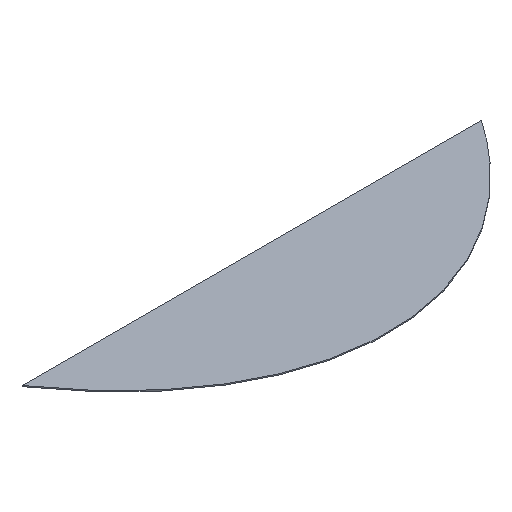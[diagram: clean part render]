
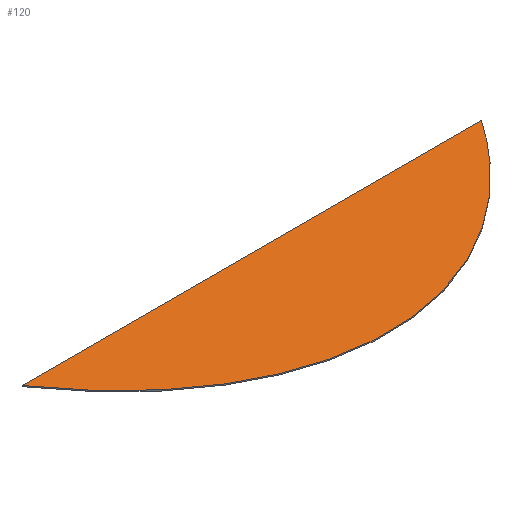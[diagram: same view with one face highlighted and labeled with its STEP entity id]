
A CAD part, isometric view. The second image highlights one B-rep face of the part: STEP entity #120.
In plain terms, the highlighted planar face has unit normal (0, 0, 1).
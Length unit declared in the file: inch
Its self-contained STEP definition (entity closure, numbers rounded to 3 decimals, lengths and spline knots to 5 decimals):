
#8 = DIRECTION ( 'NONE',  ( 0., 0., 1. ) ) ;
#9 = CARTESIAN_POINT ( 'NONE',  ( -10.88363, -161.05804, 0.048 ) ) ;
#18 = CARTESIAN_POINT ( 'NONE',  ( 0., -146.06038, 0.048 ) ) ;
#33 = PLANE ( 'NONE',  #38 ) ;
#34 = EDGE_CURVE ( 'NONE', #122, #61, #138, .T. ) ;
#38 = AXIS2_PLACEMENT_3D ( 'NONE', #18, #8, #118 ) ;
#39 = CARTESIAN_POINT ( 'NONE',  ( -10.88363, -161.05804, 0.048 ) ) ;
#41 = EDGE_CURVE ( 'NONE', #61, #122, #62, .T. ) ;
#51 = DIRECTION ( 'NONE',  ( -1., 0., 0. ) ) ;
#52 = CARTESIAN_POINT ( 'NONE',  ( -10.88363, -161.05804, 0.048 ) ) ;
#61 = VERTEX_POINT ( 'NONE', #9 ) ;
#62 =( BOUNDED_CURVE ( )  B_SPLINE_CURVE ( 3, ( #52, #94, #129, #85 ),
 .UNSPECIFIED., .F., .F. ) 
 B_SPLINE_CURVE_WITH_KNOTS ( ( 4, 4 ),
 ( 2.34323, 3.93996 ),
 .UNSPECIFIED. ) 
 CURVE ( )  GEOMETRIC_REPRESENTATION_ITEM ( )  RATIONAL_B_SPLINE_CURVE ( ( 1., 0.799, 0.799, 1. ) ) 
 REPRESENTATION_ITEM ( '' )  );
#85 = CARTESIAN_POINT ( 'NONE',  ( 10.88363, -161.05804, 0.048 ) ) ;
#94 = CARTESIAN_POINT ( 'NONE',  ( -4.54288, -170.26086, 0.048 ) ) ;
#95 = CARTESIAN_POINT ( 'NONE',  ( 10.88363, -161.05804, 0.048 ) ) ;
#97 = FACE_OUTER_BOUND ( 'NONE', #125, .T. ) ;
#109 = VECTOR ( 'NONE', #51, 39.37008 ) ;
#118 = DIRECTION ( 'NONE',  ( 1., 0., 0. ) ) ;
#120 = ADVANCED_FACE ( 'NONE', ( #97 ), #33, .T. ) ;
#122 = VERTEX_POINT ( 'NONE', #95 ) ;
#125 = EDGE_LOOP ( 'NONE', ( #149, #127 ) ) ;
#127 = ORIENTED_EDGE ( 'NONE', *, *, #34, .T. ) ;
#129 = CARTESIAN_POINT ( 'NONE',  ( 4.54288, -170.26086, 0.048 ) ) ;
#138 = LINE ( 'NONE', #39, #109 ) ;
#149 = ORIENTED_EDGE ( 'NONE', *, *, #41, .T. ) ;
